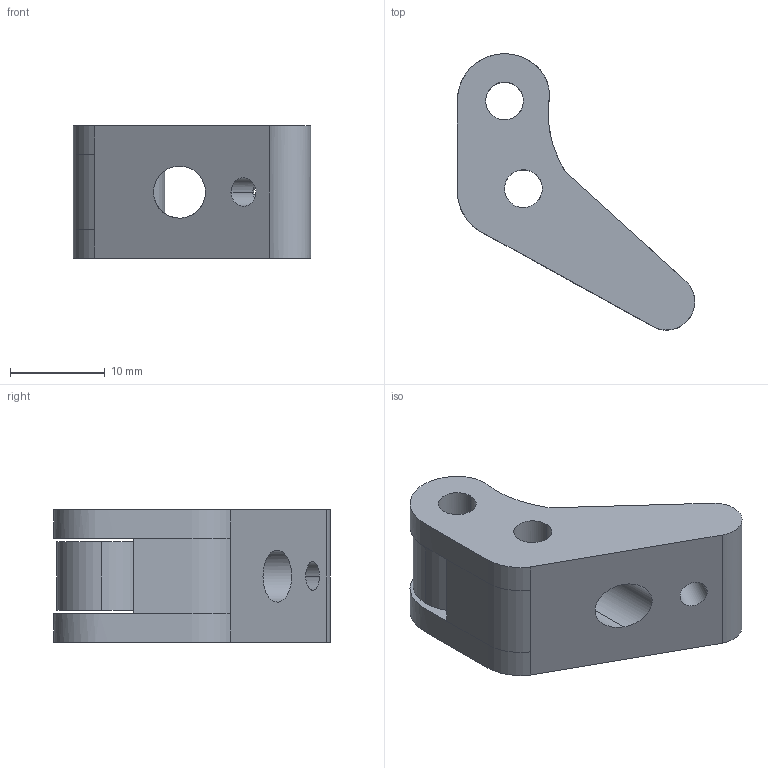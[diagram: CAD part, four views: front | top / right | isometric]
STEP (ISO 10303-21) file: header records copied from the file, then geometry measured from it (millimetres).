
FILE_DESCRIPTION (( 'STEP AP203' ), '1' );
FILE_NAME ('flex3drive_arm.step', '2016-03-08T04:33:46', ( '' ), ( '' ), 'SwSTEP 2.0', 'SolidWorks 2015', '' );
FILE_SCHEMA (( 'CONFIG_CONTROL_DESIGN' ));
Length unit declared in the file: millimetre
Products named in the file (1): flex3drive_arm
Bounding box: 25.13 x 29.24 x 14 mm (x, y, z)
Volume: 3527.3 mm3; surface area: 2696 mm2
Topology: 2 solids, 2 shells, 36 faces, 106 edges, 73 vertices
Faces by surface type: cylinder 16, plane 15, bspline 5
Entity records: 1888 total; most frequent: CARTESIAN_POINT 918, ORIENTED_EDGE 212, DIRECTION 139, EDGE_CURVE 106, VERTEX_POINT 73, EDGE_LOOP 49, AXIS2_PLACEMENT_3D 47, VECTOR 45
